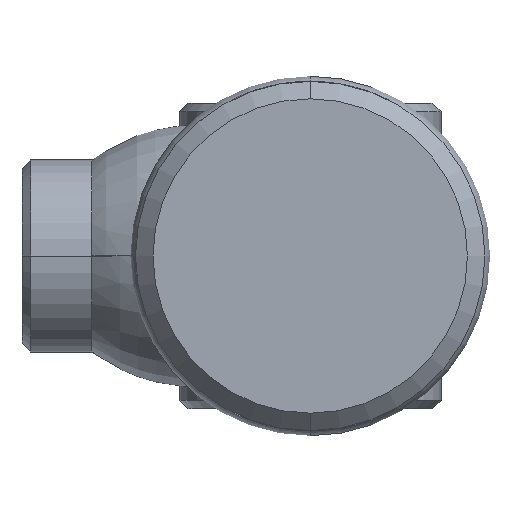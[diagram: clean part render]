
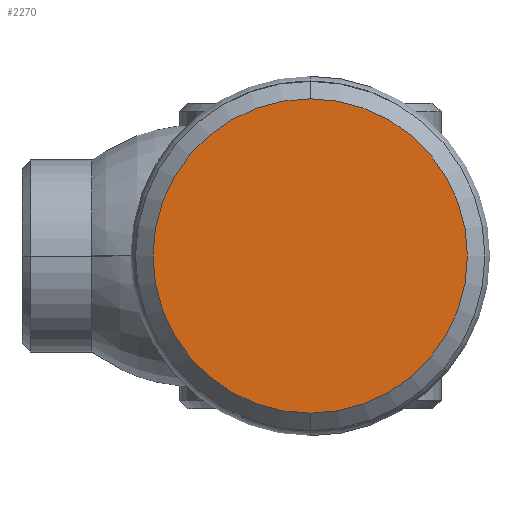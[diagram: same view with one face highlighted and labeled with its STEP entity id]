
A CAD part, left-side view. The second image highlights one B-rep face of the part: STEP entity #2270.
In plain terms, the highlighted planar face has unit normal (-1, 0, 0).
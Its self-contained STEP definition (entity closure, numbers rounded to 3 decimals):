
#148 = CARTESIAN_POINT ( 'NONE',  ( -32., 0., -18. ) ) ;
#310 = ORIENTED_EDGE ( 'NONE', *, *, #1714, .T. ) ;
#334 = DIRECTION ( 'NONE',  ( 0., 0., -1. ) ) ;
#347 = CARTESIAN_POINT ( 'NONE',  ( -32., 18., 0. ) ) ;
#358 = PLANE ( 'NONE',  #986 ) ;
#384 = DIRECTION ( 'NONE',  ( 1., 0., 0. ) ) ;
#986 = AXIS2_PLACEMENT_3D ( 'NONE', #347, #384, #334 ) ;
#1245 = AXIS2_PLACEMENT_3D ( 'NONE', #2633, #2626, #2618 ) ;
#1273 = AXIS2_PLACEMENT_3D ( 'NONE', #3200, #3190, #3186 ) ;
#1341 = VERTEX_POINT ( 'NONE', #148 ) ;
#1539 = EDGE_LOOP ( 'NONE', ( #3287, #310 ) ) ;
#1714 = EDGE_CURVE ( 'NONE', #2666, #1341, #3723, .T. ) ;
#1769 = EDGE_CURVE ( 'NONE', #1341, #2666, #3565, .T. ) ;
#2270 = ADVANCED_FACE ( 'NONE', ( #2774 ), #358, .F. ) ;
#2618 = DIRECTION ( 'NONE',  ( 0., 0., 1. ) ) ;
#2626 = DIRECTION ( 'NONE',  ( -1., 0., 0. ) ) ;
#2633 = CARTESIAN_POINT ( 'NONE',  ( -32., 0., 0. ) ) ;
#2666 = VERTEX_POINT ( 'NONE', #2708 ) ;
#2708 = CARTESIAN_POINT ( 'NONE',  ( -32., 0., 18. ) ) ;
#2774 = FACE_OUTER_BOUND ( 'NONE', #1539, .T. ) ;
#3186 = DIRECTION ( 'NONE',  ( 0., 0., 1. ) ) ;
#3190 = DIRECTION ( 'NONE',  ( -1., 0., 0. ) ) ;
#3200 = CARTESIAN_POINT ( 'NONE',  ( -32., 0., 0. ) ) ;
#3287 = ORIENTED_EDGE ( 'NONE', *, *, #1769, .T. ) ;
#3565 = CIRCLE ( 'NONE', #1245, 18. ) ;
#3723 = CIRCLE ( 'NONE', #1273, 18. ) ;
